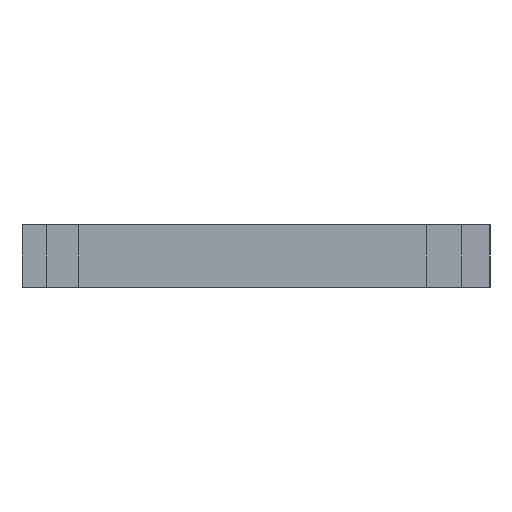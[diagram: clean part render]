
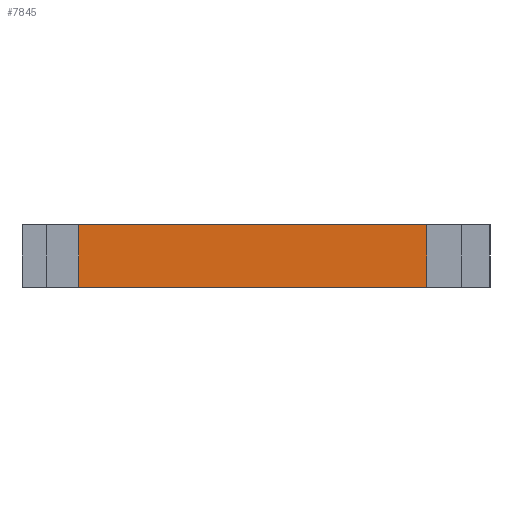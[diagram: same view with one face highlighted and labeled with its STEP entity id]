
A CAD part, left-side view. The second image highlights one B-rep face of the part: STEP entity #7845.
In plain terms, the highlighted planar face has unit normal (-1, 0, 0).
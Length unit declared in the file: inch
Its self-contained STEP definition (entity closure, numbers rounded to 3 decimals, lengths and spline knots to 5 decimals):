
#169=FACE_OUTER_BOUND('',#553,.T.);
#553=EDGE_LOOP('',(#5223,#5224,#5225,#5226));
#1058=LINE('',#10553,#2180);
#1082=LINE('',#10601,#2204);
#1083=LINE('',#10603,#2205);
#1084=LINE('',#10604,#2206);
#2180=VECTOR('',#8636,0.3937);
#2204=VECTOR('',#8674,0.3937);
#2205=VECTOR('',#8677,0.3937);
#2206=VECTOR('',#8678,0.3937);
#3301=VERTEX_POINT('',#10549);
#3303=VERTEX_POINT('',#10552);
#3319=VERTEX_POINT('',#10597);
#3320=VERTEX_POINT('',#10599);
#4058=EDGE_CURVE('',#3303,#3301,#1058,.T.);
#4082=EDGE_CURVE('',#3320,#3319,#1082,.T.);
#4083=EDGE_CURVE('',#3319,#3301,#1083,.T.);
#4084=EDGE_CURVE('',#3303,#3320,#1084,.T.);
#5223=ORIENTED_EDGE('',*,*,#4058,.T.);
#5224=ORIENTED_EDGE('',*,*,#4083,.F.);
#5225=ORIENTED_EDGE('',*,*,#4082,.F.);
#5226=ORIENTED_EDGE('',*,*,#4084,.F.);
#7467=PLANE('',#8243);
#7845=ADVANCED_FACE('',(#169),#7467,.T.);
#8243=AXIS2_PLACEMENT_3D('',#10602,#8675,#8676);
#8636=DIRECTION('',(0.,0.,-1.));
#8674=DIRECTION('',(0.,0.,-1.));
#8675=DIRECTION('center_axis',(-1.,0.,0.));
#8676=DIRECTION('ref_axis',(0.,1.,0.));
#8677=DIRECTION('',(0.,1.,0.));
#8678=DIRECTION('',(0.,-1.,0.));
#10549=CARTESIAN_POINT('',(17.1378,4.20185,-0.3937));
#10552=CARTESIAN_POINT('',(17.1378,4.20185,0.25));
#10553=CARTESIAN_POINT('',(17.1378,4.20185,0.125));
#10597=CARTESIAN_POINT('',(17.1378,0.5944,-0.3937));
#10599=CARTESIAN_POINT('',(17.1378,0.5944,0.25));
#10601=CARTESIAN_POINT('',(17.1378,0.5944,0.25));
#10602=CARTESIAN_POINT('Origin',(17.1378,0.64153,0.));
#10603=CARTESIAN_POINT('',(17.1378,3.34463,-0.3937));
#10604=CARTESIAN_POINT('',(17.1378,3.34463,0.25));
